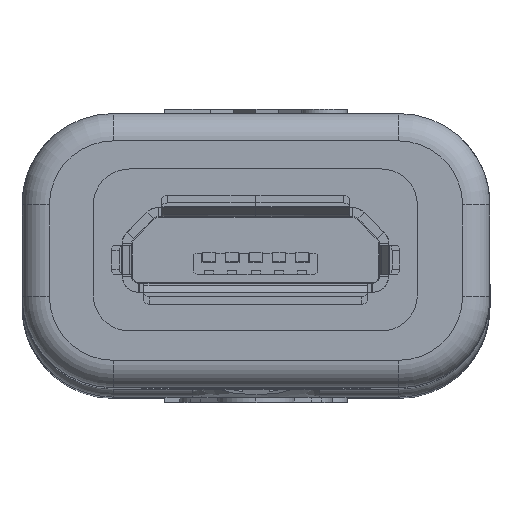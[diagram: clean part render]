
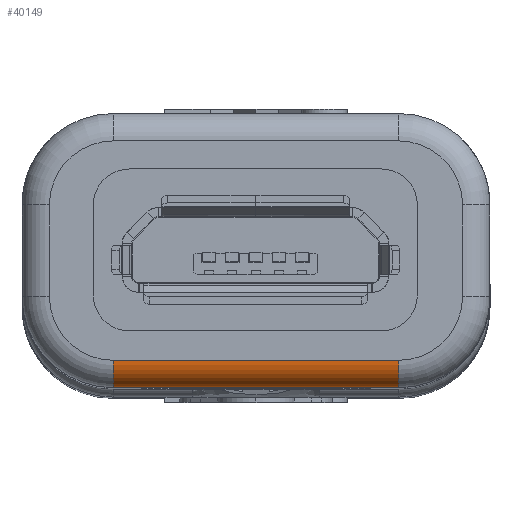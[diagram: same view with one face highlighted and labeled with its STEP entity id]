
A CAD part, top view. The second image highlights one B-rep face of the part: STEP entity #40149.
In plain terms, the highlighted cylindrical face has radius 0.762 mm (diameter 1.524 mm), a partial arc.
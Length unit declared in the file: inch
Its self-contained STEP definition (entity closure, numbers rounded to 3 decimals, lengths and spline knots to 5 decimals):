
#19868 = AXIS2_PLACEMENT_3D ( 'NONE', #22851, #22852, #22850 ) ;
#22850 = DIRECTION ( 'NONE',  ( 0., 0., 1. ) ) ;
#22851 = CARTESIAN_POINT ( 'NONE',  ( 0.1559, -0.12, -0.03 ) ) ;
#22852 = DIRECTION ( 'NONE',  ( -1., 0., 0. ) ) ;
#23618 = FACE_OUTER_BOUND ( 'NONE', #53099, .T. ) ;
#23627 = CYLINDRICAL_SURFACE ( 'NONE', #19868, 0.03 ) ;
#37342 = CARTESIAN_POINT ( 'NONE',  ( 0.1559, -0.15, -0.03 ) ) ;
#37423 = CARTESIAN_POINT ( 'NONE',  ( -0.1559, -0.15, -0.03 ) ) ;
#37449 = CARTESIAN_POINT ( 'NONE',  ( 0.1559, -0.12, 0. ) ) ;
#37460 = CARTESIAN_POINT ( 'NONE',  ( -0.1559, -0.12, 0. ) ) ;
#40149 = ADVANCED_FACE ( 'NONE', ( #23618 ), #23627, .T. ) ;
#43282 = ORIENTED_EDGE ( 'NONE', *, *, #57030, .T. ) ;
#43283 = ORIENTED_EDGE ( 'NONE', *, *, #57007, .F. ) ;
#43284 = ORIENTED_EDGE ( 'NONE', *, *, #57032, .F. ) ;
#43285 = ORIENTED_EDGE ( 'NONE', *, *, #57027, .F. ) ;
#47411 = VERTEX_POINT ( 'NONE', #37342 ) ;
#47537 = VERTEX_POINT ( 'NONE', #37423 ) ;
#47571 = VERTEX_POINT ( 'NONE', #37449 ) ;
#47588 = VERTEX_POINT ( 'NONE', #37460 ) ;
#53099 = EDGE_LOOP ( 'NONE', ( #43282, #43283, #43284, #43285 ) ) ;
#54384 = LINE ( 'NONE', #64540, #54389 ) ;
#54389 = VECTOR ( 'NONE', #64543, 39.37008 ) ;
#54417 = LINE ( 'NONE', #64643, #54419 ) ;
#54419 = VECTOR ( 'NONE', #64645, 39.37008 ) ;
#54420 = CIRCLE ( 'NONE', #55913, 0.03 ) ;
#54422 = CIRCLE ( 'NONE', #55915, 0.03 ) ;
#55913 = AXIS2_PLACEMENT_3D ( 'NONE', #64684, #64685, #64687 ) ;
#55915 = AXIS2_PLACEMENT_3D ( 'NONE', #64698, #64700, #64702 ) ;
#57007 = EDGE_CURVE ( 'NONE', #47411, #47537, #54384, .T. ) ;
#57027 = EDGE_CURVE ( 'NONE', #47588, #47571, #54417, .T. ) ;
#57030 = EDGE_CURVE ( 'NONE', #47588, #47537, #54420, .T. ) ;
#57032 = EDGE_CURVE ( 'NONE', #47571, #47411, #54422, .T. ) ;
#64540 = CARTESIAN_POINT ( 'NONE',  ( -0.1559, -0.15, -0.03 ) ) ;
#64543 = DIRECTION ( 'NONE',  ( -1., 0., 0. ) ) ;
#64643 = CARTESIAN_POINT ( 'NONE',  ( 0.1559, -0.12, 0. ) ) ;
#64645 = DIRECTION ( 'NONE',  ( 1., 0., 0. ) ) ;
#64684 = CARTESIAN_POINT ( 'NONE',  ( -0.1559, -0.12, -0.03 ) ) ;
#64685 = DIRECTION ( 'NONE',  ( 1., 0., 0. ) ) ;
#64687 = DIRECTION ( 'NONE',  ( 0., 0., -1. ) ) ;
#64698 = CARTESIAN_POINT ( 'NONE',  ( 0.1559, -0.12, -0.03 ) ) ;
#64700 = DIRECTION ( 'NONE',  ( 1., 0., 0. ) ) ;
#64702 = DIRECTION ( 'NONE',  ( 0., 0., -1. ) ) ;
